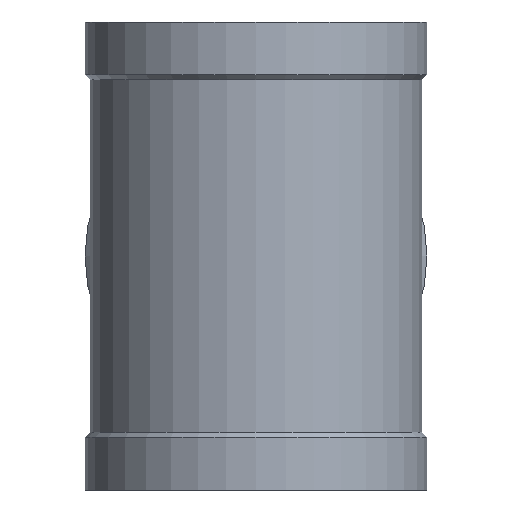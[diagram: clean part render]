
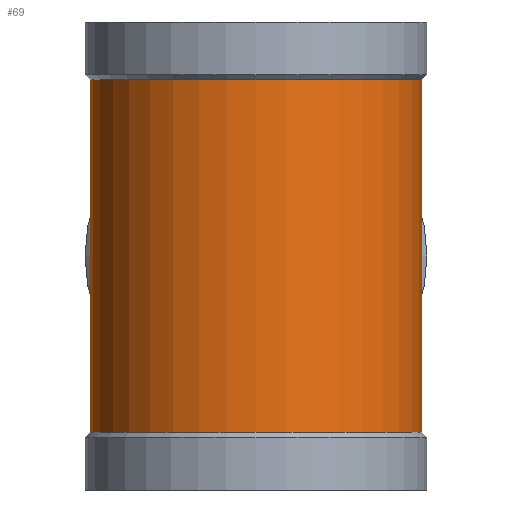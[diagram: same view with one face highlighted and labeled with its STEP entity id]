
A CAD part, left-side view. The second image highlights one B-rep face of the part: STEP entity #69.
In plain terms, the highlighted cylindrical face has radius 157.5 mm (diameter 315 mm), a full revolution.
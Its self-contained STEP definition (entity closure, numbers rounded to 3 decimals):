
#69 = ADVANCED_FACE( '', ( #150, #151, #152 ), #153, .T. );
#150 = FACE_OUTER_BOUND( '', #235, .T. );
#151 = FACE_BOUND( '', #236, .T. );
#152 = FACE_OUTER_BOUND( '', #237, .T. );
#153 = CYLINDRICAL_SURFACE( '', #238, 157.5 );
#235 = EDGE_LOOP( '', ( #342 ) );
#236 = EDGE_LOOP( '', ( #343, #344 ) );
#237 = EDGE_LOOP( '', ( #345 ) );
#238 = AXIS2_PLACEMENT_3D( '', #346, #347, #348 );
#342 = ORIENTED_EDGE( '', *, *, #383, .T. );
#343 = ORIENTED_EDGE( '', *, *, #403, .F. );
#344 = ORIENTED_EDGE( '', *, *, #404, .F. );
#345 = ORIENTED_EDGE( '', *, *, #415, .F. );
#346 = CARTESIAN_POINT( '', ( 0., 0., -222.5 ) );
#347 = DIRECTION( '', ( 0., 0., 1. ) );
#348 = DIRECTION( '', ( -1., 0., 0. ) );
#383 = EDGE_CURVE( '', #425, #425, #426, .T. );
#403 = EDGE_CURVE( '', #457, #458, #459, .T. );
#404 = EDGE_CURVE( '', #458, #457, #460, .F. );
#415 = EDGE_CURVE( '', #476, #476, #477, .T. );
#425 = VERTEX_POINT( '', #488 );
#426 = CIRCLE( '', #489, 157.5 );
#457 = VERTEX_POINT( '', #520 );
#458 = VERTEX_POINT( '', #521 );
#459 = ELLIPSE( '', #522, 222.739, 157.5 );
#460 = ELLIPSE( '', #523, 222.739, 157.5 );
#476 = VERTEX_POINT( '', #539 );
#477 = CIRCLE( '', #540, 157.5 );
#488 = CARTESIAN_POINT( '', ( -157.5, 0., 167.5 ) );
#489 = AXIS2_PLACEMENT_3D( '', #551, #552, #553 );
#520 = CARTESIAN_POINT( '', ( 0., 157.5, 0. ) );
#521 = CARTESIAN_POINT( '', ( 0., -157.5, 0. ) );
#522 = AXIS2_PLACEMENT_3D( '', #587, #588, #589 );
#523 = AXIS2_PLACEMENT_3D( '', #590, #591, #592 );
#539 = CARTESIAN_POINT( '', ( -157.5, 0., -167.5 ) );
#540 = AXIS2_PLACEMENT_3D( '', #608, #609, #610 );
#551 = CARTESIAN_POINT( '', ( 0., 0., 167.5 ) );
#552 = DIRECTION( '', ( 0., 0., -1. ) );
#553 = DIRECTION( '', ( -1., 0., 0. ) );
#587 = CARTESIAN_POINT( '', ( 0., 0., 0. ) );
#588 = DIRECTION( '', ( 0.707, 0., -0.707 ) );
#589 = DIRECTION( '', ( -0.707, 0., -0.707 ) );
#590 = CARTESIAN_POINT( '', ( 0., 0., 0. ) );
#591 = DIRECTION( '', ( -0.707, 0., -0.707 ) );
#592 = DIRECTION( '', ( 0.707, 0., -0.707 ) );
#608 = CARTESIAN_POINT( '', ( 0., 0., -167.5 ) );
#609 = DIRECTION( '', ( 0., 0., -1. ) );
#610 = DIRECTION( '', ( -1., 0., 0. ) );
